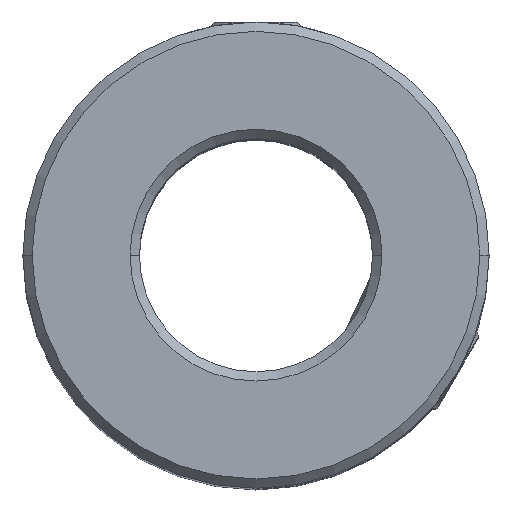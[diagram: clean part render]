
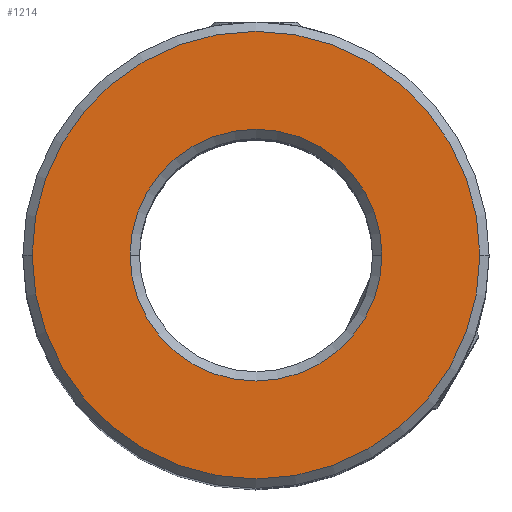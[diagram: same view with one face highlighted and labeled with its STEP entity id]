
A CAD part, top view. The second image highlights one B-rep face of the part: STEP entity #1214.
In plain terms, the highlighted planar face has unit normal (0, 0, 1).
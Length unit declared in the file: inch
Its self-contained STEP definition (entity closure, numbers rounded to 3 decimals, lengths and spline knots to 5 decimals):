
#95 = CARTESIAN_POINT ( 'NONE',  ( 0., 0., 0.24606 ) ) ;
#137 = CIRCLE ( 'NONE', #2471, 0.11339 ) ;
#265 = AXIS2_PLACEMENT_3D ( 'NONE', #1752, #679, #3377 ) ;
#333 = CARTESIAN_POINT ( 'NONE',  ( 0.06378, 0., 0.24606 ) ) ;
#364 = CARTESIAN_POINT ( 'NONE',  ( 0.11339, 0., 0.24606 ) ) ;
#406 = DIRECTION ( 'NONE',  ( 1., 0., 0. ) ) ;
#431 = DIRECTION ( 'NONE',  ( 0., 0., -1. ) ) ;
#491 = CARTESIAN_POINT ( 'NONE',  ( -0.06378, 0., 0.24606 ) ) ;
#593 = CIRCLE ( 'NONE', #265, 0.06378 ) ;
#679 = DIRECTION ( 'NONE',  ( 0., 0., -1. ) ) ;
#696 = DIRECTION ( 'NONE',  ( 1., 0., 0. ) ) ;
#753 = VERTEX_POINT ( 'NONE', #364 ) ;
#820 = EDGE_LOOP ( 'NONE', ( #2775, #2469 ) ) ;
#841 = EDGE_CURVE ( 'NONE', #1638, #753, #137, .T. ) ;
#973 = CARTESIAN_POINT ( 'NONE',  ( 0., 0., 0.24606 ) ) ;
#1017 = CIRCLE ( 'NONE', #2902, 0.11339 ) ;
#1043 = ORIENTED_EDGE ( 'NONE', *, *, #841, .T. ) ;
#1078 = VERTEX_POINT ( 'NONE', #491 ) ;
#1179 = ORIENTED_EDGE ( 'NONE', *, *, #1430, .T. ) ;
#1214 = ADVANCED_FACE ( 'NONE', ( #1463, #2796 ), #2372, .T. ) ;
#1327 = DIRECTION ( 'NONE',  ( 1., 0., 0. ) ) ;
#1352 = VERTEX_POINT ( 'NONE', #333 ) ;
#1430 = EDGE_CURVE ( 'NONE', #753, #1638, #1017, .T. ) ;
#1463 = FACE_OUTER_BOUND ( 'NONE', #2322, .T. ) ;
#1638 = VERTEX_POINT ( 'NONE', #3268 ) ;
#1675 = DIRECTION ( 'NONE',  ( 1., 0., 0. ) ) ;
#1750 = EDGE_CURVE ( 'NONE', #1352, #1078, #593, .T. ) ;
#1752 = CARTESIAN_POINT ( 'NONE',  ( 0., 0., 0.24606 ) ) ;
#1864 = DIRECTION ( 'NONE',  ( 0., 0., 1. ) ) ;
#1989 = DIRECTION ( 'NONE',  ( 0., 0., 1. ) ) ;
#1995 = AXIS2_PLACEMENT_3D ( 'NONE', #3435, #1864, #1327 ) ;
#2322 = EDGE_LOOP ( 'NONE', ( #1043, #1179 ) ) ;
#2356 = CIRCLE ( 'NONE', #3254, 0.06378 ) ;
#2372 = PLANE ( 'NONE',  #1995 ) ;
#2469 = ORIENTED_EDGE ( 'NONE', *, *, #2862, .T. ) ;
#2471 = AXIS2_PLACEMENT_3D ( 'NONE', #973, #1989, #406 ) ;
#2536 = CARTESIAN_POINT ( 'NONE',  ( 0., 0., 0.24606 ) ) ;
#2775 = ORIENTED_EDGE ( 'NONE', *, *, #1750, .T. ) ;
#2796 = FACE_BOUND ( 'NONE', #820, .T. ) ;
#2862 = EDGE_CURVE ( 'NONE', #1078, #1352, #2356, .T. ) ;
#2902 = AXIS2_PLACEMENT_3D ( 'NONE', #95, #3317, #1675 ) ;
#3254 = AXIS2_PLACEMENT_3D ( 'NONE', #2536, #431, #696 ) ;
#3268 = CARTESIAN_POINT ( 'NONE',  ( -0.11339, 0., 0.24606 ) ) ;
#3317 = DIRECTION ( 'NONE',  ( 0., 0., 1. ) ) ;
#3377 = DIRECTION ( 'NONE',  ( 1., 0., 0. ) ) ;
#3435 = CARTESIAN_POINT ( 'NONE',  ( 0., 0., 0.24606 ) ) ;
